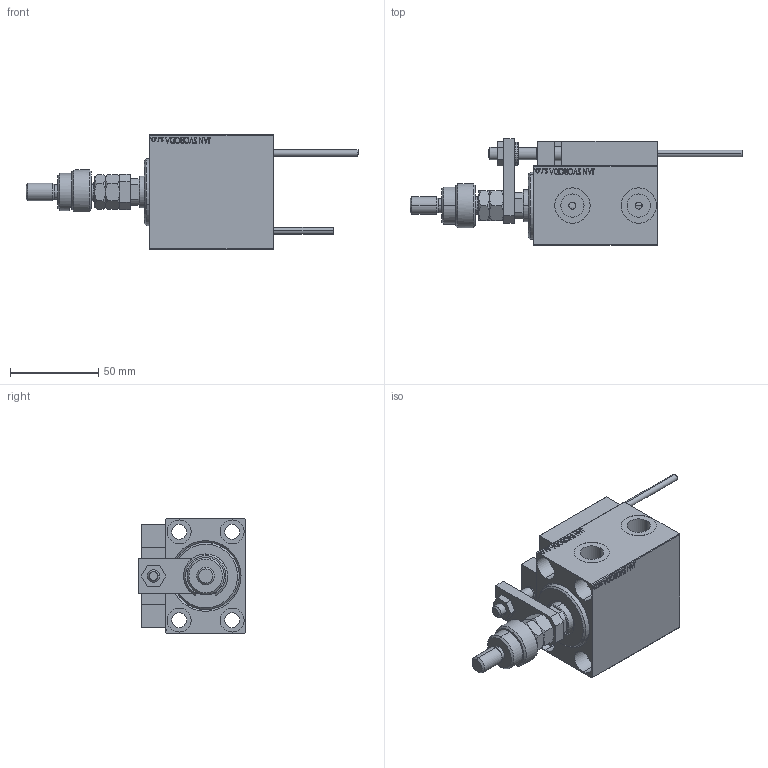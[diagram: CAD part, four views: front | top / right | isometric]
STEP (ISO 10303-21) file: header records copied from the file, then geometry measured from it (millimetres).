
FILE_DESCRIPTION (( 'STEP AP203' ), '1' );
FILE_NAME ('e07d.STEP', '2022-04-17T11:43:30', ( '' ), ( '' ), 'SwSTEP 2.0', 'SolidWorks 2019', '' );
FILE_SCHEMA (( 'CONFIG_CONTROL_DESIGN' ));
Length unit declared in the file: millimetre
Products named in the file (18): V450CM_C_VCP 43d77a637268d60bc9febefbc77a7a31; ALLEN BOLT D5 43d77a637268d60bc9febefbc77a7a31; KONCOVKA 43d77a637268d60bc9febefbc77a7a31; e07d; X_Y_DFA 43d77a637268d60bc9febefbc77a7a31; MAGNET 43d77a637268d60bc9febefbc77a7a31; V450CM_C_Body 43d77a637268d60bc9febefbc77a7a31; Block 43d77a637268d60bc9febefbc77a7a31; NUT_D12 43d77a637268d60bc9febefbc77a7a31; MFA 43d77a637268d60bc9febefbc77a7a31; FEMALE_PART_FOR_DFA 43d77a637268d60bc9febefbc77a7a31; V450CM_VC_B 43d77a637268d60bc9febefbc77a7a31; SWITCH_X_FRONT_BACK 43d77a637268d60bc9febefbc77a7a31; ALLEN BOLT D8 43d77a637268d60bc9febefbc77a7a31; TYC_L79 43d77a637268d60bc9febefbc77a7a31; SWITCH X 43d77a637268d60bc9febefbc77a7a31; SWITCH DIM B,W 43d77a637268d60bc9febefbc77a7a31; ZARAZKA 43d77a637268d60bc9febefbc77a7a31
Assembly tree (27 placements, depth 3):
  e07d
    V450CM_C_Body 43d77a637268d60bc9febefbc77a7a31
    SWITCH X 43d77a637268d60bc9febefbc77a7a31
      SWITCH_X_FRONT_BACK 43d77a637268d60bc9febefbc77a7a31  x2
      TYC_L79 43d77a637268d60bc9febefbc77a7a31
      Block 43d77a637268d60bc9febefbc77a7a31  x2
      ALLEN BOLT D5 43d77a637268d60bc9febefbc77a7a31  x4
      ALLEN BOLT D8 43d77a637268d60bc9febefbc77a7a31  x4
      MAGNET 43d77a637268d60bc9febefbc77a7a31  x2
      KONCOVKA 43d77a637268d60bc9febefbc77a7a31  x2
    NUT_D12 43d77a637268d60bc9febefbc77a7a31
    SWITCH DIM B,W 43d77a637268d60bc9febefbc77a7a31
    ZARAZKA 43d77a637268d60bc9febefbc77a7a31
    V450CM_C_VCP 43d77a637268d60bc9febefbc77a7a31
    V450CM_VC_B 43d77a637268d60bc9febefbc77a7a31
    X_Y_DFA 43d77a637268d60bc9febefbc77a7a31
      FEMALE_PART_FOR_DFA 43d77a637268d60bc9febefbc77a7a31
      MFA 43d77a637268d60bc9febefbc77a7a31
Bounding box: 188 x 60.5 x 65 mm (x, y, z)
Volume: 231115.6 mm3; surface area: 77415.7 mm2
Topology: 25 solids, 25 shells, 1384 faces, 3296 edges, 2095 vertices
Faces by surface type: plane 593, bspline 380, cylinder 213, cone 146, torus 48, sphere 4
Entity records: 53712 total; most frequent: CARTESIAN_POINT 26918, ORIENTED_EDGE 5612, DIRECTION 3926, EDGE_CURVE 2806, VERTEX_POINT 1819, VECTOR 1560, LINE 1560, EDGE_LOOP 1303
